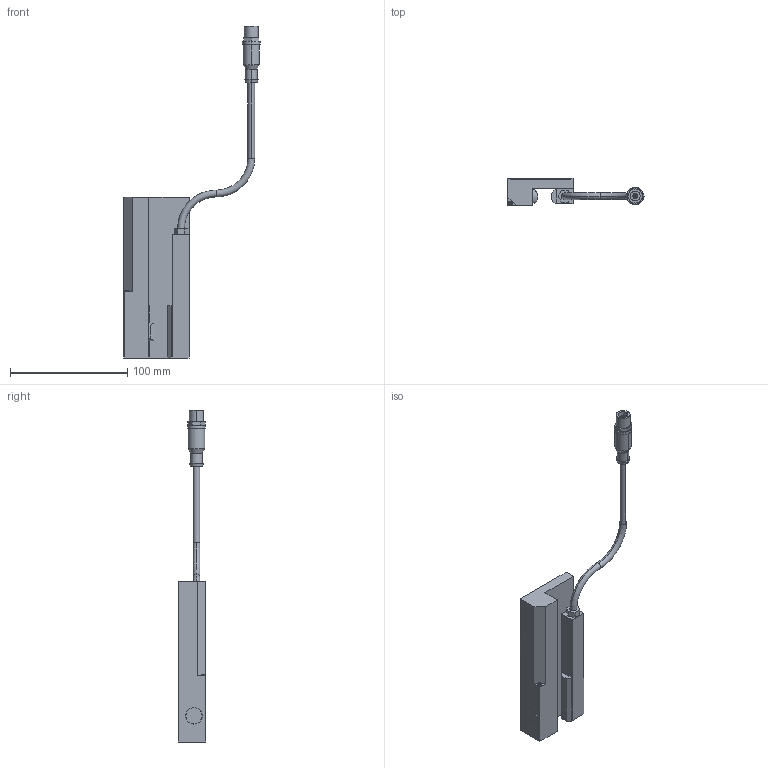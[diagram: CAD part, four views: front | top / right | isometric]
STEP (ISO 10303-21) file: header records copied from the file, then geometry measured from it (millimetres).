
FILE_DESCRIPTION( ( '' ), '1' );
FILE_NAME( 'LKE2005AS1---.stp', '2020-04-16T09:52:38', ( '' ), ( '' ), ' ', ' ', ' ' );
FILE_SCHEMA( ( 'automotive_design' ) );
Length unit declared in the file: millimetre
Products named in the file (1): 1
Bounding box: 116.1 x 23.7 x 283.3 mm (x, y, z)
Volume: 139238.8 mm3; surface area: 34853.5 mm2
Topology: 1 solids, 1 shells, 386 faces, 968 edges, 635 vertices
Faces by surface type: cylinder 204, plane 162, cone 16, torus 4
Entity records: 22830 total; most frequent: DIRECTION 2201, STYLED_ITEM 1990, PRESENTATION_STYLE_ASSIGNMENT 1990, CARTESIAN_POINT 1990, COLOUR_RGB 1990, ORIENTED_EDGE 1936, EDGE_CURVE 968, CURVE_STYLE 968
